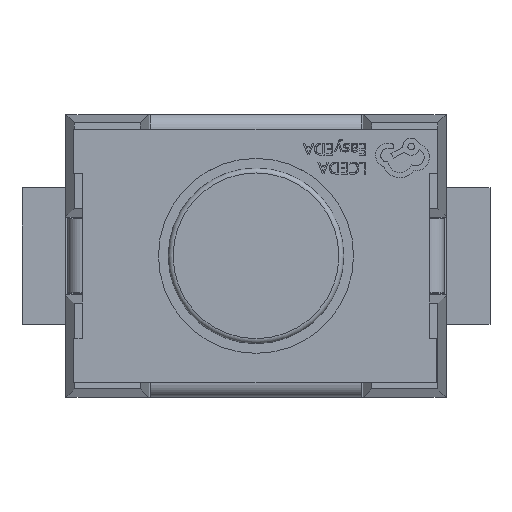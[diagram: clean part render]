
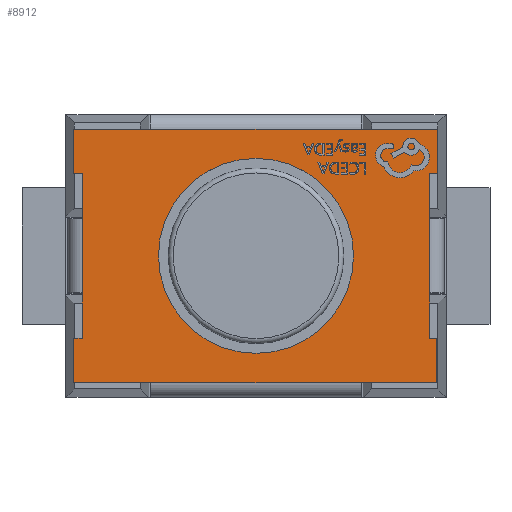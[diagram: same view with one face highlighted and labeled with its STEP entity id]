
A CAD part, top view. The second image highlights one B-rep face of the part: STEP entity #8912.
In plain terms, the highlighted planar face has unit normal (0, 0, 1).
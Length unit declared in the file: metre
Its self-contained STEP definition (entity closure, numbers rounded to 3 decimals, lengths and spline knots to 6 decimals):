
#88=CIRCLE('',#12268,0.001);
#2446=ORIENTED_EDGE('',*,*,#3944,.F.);
#2447=ORIENTED_EDGE('',*,*,#3890,.T.);
#2448=ORIENTED_EDGE('',*,*,#3697,.T.);
#2449=ORIENTED_EDGE('',*,*,#3883,.T.);
#2450=ORIENTED_EDGE('',*,*,#3879,.T.);
#2451=ORIENTED_EDGE('',*,*,#3876,.T.);
#2452=ORIENTED_EDGE('',*,*,#3873,.T.);
#2453=ORIENTED_EDGE('',*,*,#3693,.T.);
#2454=ORIENTED_EDGE('',*,*,#3939,.T.);
#2455=ORIENTED_EDGE('',*,*,#3934,.T.);
#2456=ORIENTED_EDGE('',*,*,#3931,.T.);
#2457=ORIENTED_EDGE('',*,*,#3927,.T.);
#2458=ORIENTED_EDGE('',*,*,#3689,.T.);
#2459=ORIENTED_EDGE('',*,*,#3920,.T.);
#2460=ORIENTED_EDGE('',*,*,#3916,.T.);
#2461=ORIENTED_EDGE('',*,*,#3912,.T.);
#2462=ORIENTED_EDGE('',*,*,#3909,.T.);
#2463=ORIENTED_EDGE('',*,*,#3685,.T.);
#2464=ORIENTED_EDGE('',*,*,#3900,.T.);
#2465=ORIENTED_EDGE('',*,*,#3896,.T.);
#2466=ORIENTED_EDGE('',*,*,#3893,.T.);
#3685=EDGE_CURVE('',#4637,#4639,#5468,.T.);
#3689=EDGE_CURVE('',#4641,#4643,#5470,.T.);
#3693=EDGE_CURVE('',#4645,#4647,#5472,.T.);
#3697=EDGE_CURVE('',#4649,#4651,#5474,.T.);
#3873=EDGE_CURVE('',#4776,#4645,#5616,.T.);
#3876=EDGE_CURVE('',#4778,#4776,#5619,.T.);
#3879=EDGE_CURVE('',#4780,#4778,#5622,.T.);
#3883=EDGE_CURVE('',#4651,#4780,#5626,.T.);
#3890=EDGE_CURVE('',#4784,#4649,#5633,.T.);
#3893=EDGE_CURVE('',#4786,#4784,#5636,.T.);
#3896=EDGE_CURVE('',#4788,#4786,#5639,.T.);
#3900=EDGE_CURVE('',#4639,#4788,#5643,.T.);
#3909=EDGE_CURVE('',#4793,#4637,#5652,.T.);
#3912=EDGE_CURVE('',#4795,#4793,#5655,.T.);
#3916=EDGE_CURVE('',#4798,#4795,#5659,.T.);
#3920=EDGE_CURVE('',#4643,#4798,#5663,.T.);
#3927=EDGE_CURVE('',#4802,#4641,#5670,.T.);
#3931=EDGE_CURVE('',#4805,#4802,#5674,.T.);
#3934=EDGE_CURVE('',#4807,#4805,#5677,.T.);
#3939=EDGE_CURVE('',#4647,#4807,#5682,.T.);
#3944=EDGE_CURVE('',#4810,#4810,#88,.T.);
#4637=VERTEX_POINT('',#17515);
#4639=VERTEX_POINT('',#17519);
#4641=VERTEX_POINT('',#17524);
#4643=VERTEX_POINT('',#17528);
#4645=VERTEX_POINT('',#17533);
#4647=VERTEX_POINT('',#17537);
#4649=VERTEX_POINT('',#17542);
#4651=VERTEX_POINT('',#17546);
#4776=VERTEX_POINT('',#17904);
#4778=VERTEX_POINT('',#17910);
#4780=VERTEX_POINT('',#17916);
#4784=VERTEX_POINT('',#17936);
#4786=VERTEX_POINT('',#17942);
#4788=VERTEX_POINT('',#17948);
#4793=VERTEX_POINT('',#17971);
#4795=VERTEX_POINT('',#17977);
#4798=VERTEX_POINT('',#17985);
#4802=VERTEX_POINT('',#18005);
#4805=VERTEX_POINT('',#18013);
#4807=VERTEX_POINT('',#18019);
#4810=VERTEX_POINT('',#18037);
#5468=LINE('',#17520,#6402);
#5470=LINE('',#17529,#6404);
#5472=LINE('',#17538,#6406);
#5474=LINE('',#17547,#6408);
#5616=LINE('',#17903,#6550);
#5619=LINE('',#17909,#6553);
#5622=LINE('',#17915,#6556);
#5626=LINE('',#17922,#6560);
#5633=LINE('',#17935,#6567);
#5636=LINE('',#17941,#6570);
#5639=LINE('',#17947,#6573);
#5643=LINE('',#17954,#6577);
#5652=LINE('',#17970,#6586);
#5655=LINE('',#17976,#6589);
#5659=LINE('',#17984,#6593);
#5663=LINE('',#17991,#6597);
#5670=LINE('',#18004,#6604);
#5674=LINE('',#18012,#6608);
#5677=LINE('',#18018,#6611);
#5682=LINE('',#18027,#6616);
#6402=VECTOR('',#13322,1.);
#6404=VECTOR('',#13330,1.);
#6406=VECTOR('',#13338,1.);
#6408=VECTOR('',#13346,1.);
#6550=VECTOR('',#13668,1.);
#6553=VECTOR('',#13673,1.);
#6556=VECTOR('',#13678,1.);
#6560=VECTOR('',#13684,1.);
#6567=VECTOR('',#13699,1.);
#6570=VECTOR('',#13704,1.);
#6573=VECTOR('',#13709,1.);
#6577=VECTOR('',#13715,1.);
#6586=VECTOR('',#13732,1.);
#6589=VECTOR('',#13737,1.);
#6593=VECTOR('',#13743,1.);
#6597=VECTOR('',#13749,1.);
#6604=VECTOR('',#13764,1.);
#6608=VECTOR('',#13770,1.);
#6611=VECTOR('',#13775,1.);
#6616=VECTOR('',#13782,1.);
#7179=EDGE_LOOP('',(#2446));
#7180=EDGE_LOOP('',(#2447,#2448,#2449,#2450,#2451,#2452,#2453,#2454,#2455,
#2456,#2457,#2458,#2459,#2460,#2461,#2462,#2463,#2464,#2465,#2466));
#7661=FACE_BOUND('',#7179,.T.);
#7662=FACE_BOUND('',#7180,.T.);
#8007=PLANE('',#12267);
#8912=ADVANCED_FACE('',(#7661,#7662),#8007,.T.);
#12267=AXIS2_PLACEMENT_3D('',#18035,#13793,#13794);
#12268=AXIS2_PLACEMENT_3D('',#18036,#13795,#13796);
#13322=DIRECTION('',(1.,0.,0.));
#13330=DIRECTION('',(0.,-1.,0.));
#13338=DIRECTION('',(-1.,0.,0.));
#13346=DIRECTION('',(0.,1.,0.));
#13668=DIRECTION('',(-1.,0.,0.));
#13673=DIRECTION('',(0.,1.,0.));
#13678=DIRECTION('',(1.,0.,0.));
#13684=DIRECTION('',(0.,1.,0.));
#13699=DIRECTION('',(0.,1.,0.));
#13704=DIRECTION('',(-1.,-0.016,0.));
#13709=DIRECTION('',(0.,1.,0.));
#13715=DIRECTION('',(1.,0.,0.));
#13732=DIRECTION('',(1.,0.,0.));
#13737=DIRECTION('',(0.,-1.,0.));
#13743=DIRECTION('',(-1.,0.,0.));
#13749=DIRECTION('',(0.,-1.,0.));
#13764=DIRECTION('',(0.,-1.,0.));
#13770=DIRECTION('',(1.,0.,0.));
#13775=DIRECTION('',(0.,-1.,0.));
#13782=DIRECTION('',(-1.,0.,0.));
#13793=DIRECTION('',(0.,0.,1.));
#13794=DIRECTION('',(1.,0.,0.));
#13795=DIRECTION('',(0.,0.,1.));
#13796=DIRECTION('',(1.,0.,0.));
#17515=CARTESIAN_POINT('',(-0.00108,-0.0013,0.00155));
#17519=CARTESIAN_POINT('',(0.00108,-0.0013,0.00155));
#17520=CARTESIAN_POINT('',(0.00108,-0.0013,0.00155));
#17524=CARTESIAN_POINT('',(-0.00178,0.00038,0.00155));
#17528=CARTESIAN_POINT('',(-0.00178,-0.00038,0.00155));
#17529=CARTESIAN_POINT('',(-0.00178,-0.00038,0.00155));
#17533=CARTESIAN_POINT('',(0.00108,0.0013,0.00155));
#17537=CARTESIAN_POINT('',(-0.00108,0.0013,0.00155));
#17538=CARTESIAN_POINT('',(-0.00108,0.0013,0.00155));
#17542=CARTESIAN_POINT('',(0.00178,-0.00038,0.00155));
#17546=CARTESIAN_POINT('',(0.00178,0.00038,0.00155));
#17547=CARTESIAN_POINT('',(0.00178,0.00038,0.00155));
#17903=CARTESIAN_POINT('',(0.,0.0013,0.00155));
#17904=CARTESIAN_POINT('',(0.001864,0.0013,0.00155));
#17909=CARTESIAN_POINT('',(0.001864,0.000846,0.00155));
#17910=CARTESIAN_POINT('',(0.001864,0.000846,0.00155));
#17915=CARTESIAN_POINT('',(0.,0.000846,0.00155));
#17916=CARTESIAN_POINT('',(0.00178,0.000846,0.00155));
#17922=CARTESIAN_POINT('',(0.00178,0.,0.00155));
#17935=CARTESIAN_POINT('',(0.00178,-0.000846,0.00155));
#17936=CARTESIAN_POINT('',(0.00178,-0.000846,0.00155));
#17941=CARTESIAN_POINT('',(0.001855,-0.000845,0.00155));
#17942=CARTESIAN_POINT('',(0.001855,-0.000845,0.00155));
#17947=CARTESIAN_POINT('',(0.001855,-0.000845,0.00155));
#17948=CARTESIAN_POINT('',(0.001855,-0.0013,0.00155));
#17954=CARTESIAN_POINT('',(0.,-0.0013,0.00155));
#17970=CARTESIAN_POINT('',(-0.00108,-0.0013,0.00155));
#17971=CARTESIAN_POINT('',(-0.001871,-0.0013,0.00155));
#17976=CARTESIAN_POINT('',(-0.001871,0.,0.00155));
#17977=CARTESIAN_POINT('',(-0.001871,-0.000846,0.00155));
#17984=CARTESIAN_POINT('',(-0.001871,-0.000846,0.00155));
#17985=CARTESIAN_POINT('',(-0.00178,-0.000846,0.00155));
#17991=CARTESIAN_POINT('',(-0.00178,0.,0.00155));
#18004=CARTESIAN_POINT('',(-0.00178,0.000846,0.00155));
#18005=CARTESIAN_POINT('',(-0.00178,0.000846,0.00155));
#18012=CARTESIAN_POINT('',(-0.001871,0.000846,0.00155));
#18013=CARTESIAN_POINT('',(-0.001871,0.000846,0.00155));
#18018=CARTESIAN_POINT('',(-0.001871,0.0013,0.00155));
#18019=CARTESIAN_POINT('',(-0.001871,0.0013,0.00155));
#18027=CARTESIAN_POINT('',(-0.00108,0.0013,0.00155));
#18035=CARTESIAN_POINT('',(0.,0.,0.00155));
#18036=CARTESIAN_POINT('',(0.,0.,0.00155));
#18037=CARTESIAN_POINT('',(0.001,0.,0.00155));
